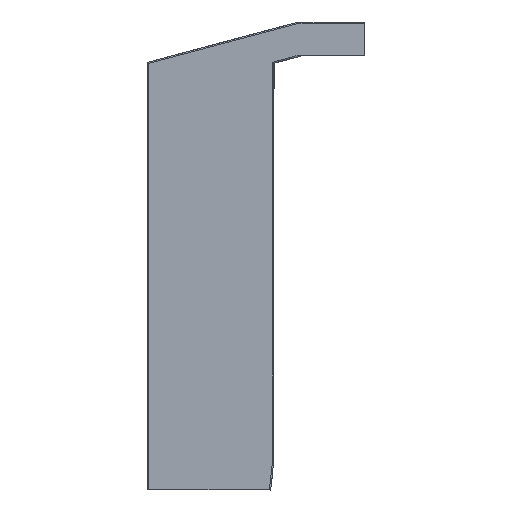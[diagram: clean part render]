
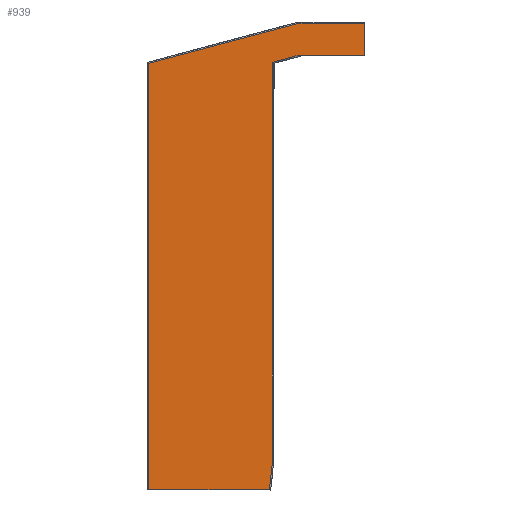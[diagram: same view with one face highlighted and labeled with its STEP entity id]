
A CAD part, front view. The second image highlights one B-rep face of the part: STEP entity #939.
In plain terms, the highlighted planar face has unit normal (0, -1, 0).
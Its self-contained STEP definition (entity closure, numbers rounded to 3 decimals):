
#500=PLANE('',#13761);
#939=ADVANCED_FACE('',(#1546),#500,.F.);
#1546=FACE_OUTER_BOUND('',#2159,.T.);
#2159=EDGE_LOOP('',(#8451,#8452,#8453,#8454,#8455,#8456,#8457,#8458,#8459));
#2625=LINE('',#17327,#4403);
#3643=LINE('',#19666,#5421);
#3910=LINE('',#21638,#5688);
#3911=LINE('',#21643,#5689);
#3918=LINE('',#21748,#5696);
#3919=LINE('',#21750,#5697);
#3920=LINE('',#21758,#5698);
#3921=LINE('',#21760,#5699);
#4403=VECTOR('',#14058,1.);
#5421=VECTOR('',#15564,1.);
#5688=VECTOR('',#16219,1.);
#5689=VECTOR('',#16224,1.);
#5696=VECTOR('',#16259,1.);
#5697=VECTOR('',#16262,1.);
#5698=VECTOR('',#16263,1.);
#5699=VECTOR('',#16264,1.);
#8451=ORIENTED_EDGE('',*,*,#12551,.T.);
#8452=ORIENTED_EDGE('',*,*,#10981,.T.);
#8453=ORIENTED_EDGE('',*,*,#12531,.F.);
#8454=ORIENTED_EDGE('',*,*,#12533,.F.);
#8455=ORIENTED_EDGE('',*,*,#12550,.F.);
#8456=ORIENTED_EDGE('',*,*,#12095,.T.);
#8457=ORIENTED_EDGE('',*,*,#12552,.T.);
#8458=ORIENTED_EDGE('',*,*,#12553,.T.);
#8459=ORIENTED_EDGE('',*,*,#12554,.F.);
#9535=VERTEX_POINT('',#17326);
#9536=VERTEX_POINT('',#17328);
#10366=VERTEX_POINT('',#19667);
#10367=VERTEX_POINT('',#19668);
#10653=VERTEX_POINT('',#21637);
#10655=VERTEX_POINT('',#21642);
#10661=VERTEX_POINT('',#21751);
#10662=VERTEX_POINT('',#21757);
#10663=VERTEX_POINT('',#21759);
#10981=EDGE_CURVE('',#9536,#9535,#2625,.T.);
#12095=EDGE_CURVE('',#10366,#10367,#3643,.T.);
#12531=EDGE_CURVE('',#10653,#9535,#3910,.T.);
#12533=EDGE_CURVE('',#10655,#10653,#3911,.T.);
#12550=EDGE_CURVE('',#10366,#10655,#3918,.T.);
#12551=EDGE_CURVE('',#10661,#9536,#3919,.T.);
#12552=EDGE_CURVE('',#10367,#10662,#13213,.T.);
#12553=EDGE_CURVE('',#10662,#10663,#3920,.T.);
#12554=EDGE_CURVE('',#10661,#10663,#3921,.T.);
#13213=B_SPLINE_CURVE_WITH_KNOTS('',3,(#21752,#21753,#21754,#21755,#21756),
 .UNSPECIFIED.,.F.,.F.,(4,1,4),(0.,0.5,1.),.UNSPECIFIED.);
#13761=AXIS2_PLACEMENT_3D('',#21761,#16265,#16266);
#14058=DIRECTION('',(0.,0.,1.));
#15564=DIRECTION('',(1.,0.,0.));
#16219=DIRECTION('',(1.,0.,0.));
#16224=DIRECTION('',(0.966,0.,0.258));
#16259=DIRECTION('',(0.,0.,1.));
#16262=DIRECTION('',(1.,0.,0.));
#16263=DIRECTION('',(0.,0.,1.));
#16264=DIRECTION('',(-0.966,0.,-0.258));
#16265=DIRECTION('',(0.,1.,0.));
#16266=DIRECTION('',(-1.,0.,0.));
#17326=CARTESIAN_POINT('',(-74.2,-77.484,28.884));
#17327=CARTESIAN_POINT('',(-74.2,-77.484,21.684));
#17328=CARTESIAN_POINT('',(-74.2,-77.484,21.684));
#19666=CARTESIAN_POINT('',(-122.7,-77.484,-75.816));
#19667=CARTESIAN_POINT('',(-122.7,-77.484,-75.816));
#19668=CARTESIAN_POINT('',(-95.587,-77.484,-75.816));
#21637=CARTESIAN_POINT('',(-88.961,-77.484,28.884));
#21638=CARTESIAN_POINT('',(-88.961,-77.484,28.884));
#21642=CARTESIAN_POINT('',(-122.7,-77.484,19.887));
#21643=CARTESIAN_POINT('',(-122.7,-77.484,19.887));
#21748=CARTESIAN_POINT('',(-122.7,-77.484,-75.816));
#21750=CARTESIAN_POINT('',(-89.164,-77.484,21.684));
#21751=CARTESIAN_POINT('',(-89.164,-77.484,21.684));
#21752=CARTESIAN_POINT('',(-95.587,-77.484,-75.816));
#21753=CARTESIAN_POINT('',(-95.484,-77.484,-74.84));
#21754=CARTESIAN_POINT('',(-95.275,-77.484,-72.862));
#21755=CARTESIAN_POINT('',(-95.066,-77.484,-70.83));
#21756=CARTESIAN_POINT('',(-94.96,-77.484,-69.801));
#21757=CARTESIAN_POINT('',(-94.96,-77.484,-69.801));
#21758=CARTESIAN_POINT('',(-94.96,-77.484,-69.801));
#21759=CARTESIAN_POINT('',(-94.96,-77.484,20.139));
#21760=CARTESIAN_POINT('',(-89.164,-77.484,21.684));
#21761=CARTESIAN_POINT('',(-74.2,-77.484,29.184));
